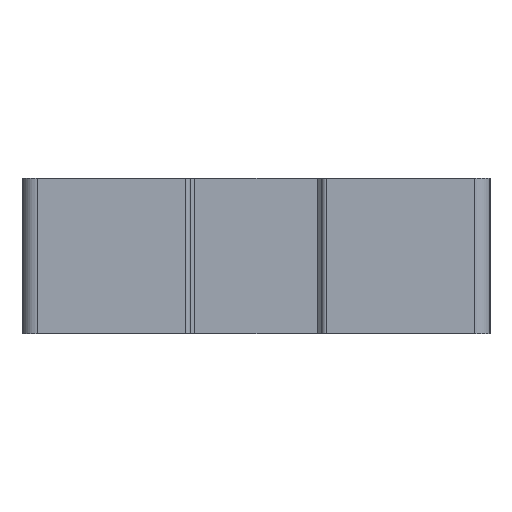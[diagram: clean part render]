
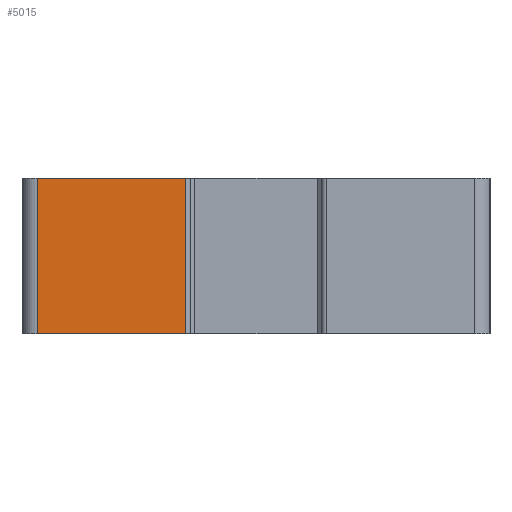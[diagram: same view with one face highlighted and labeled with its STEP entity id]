
A CAD part, left-side view. The second image highlights one B-rep face of the part: STEP entity #5015.
In plain terms, the highlighted planar face has unit normal (-1, 0, 0).
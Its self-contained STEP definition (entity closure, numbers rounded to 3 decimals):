
#84 = ORIENTED_EDGE ( 'NONE', *, *, #5212, .F. ) ;
#383 = PLANE ( 'NONE',  #7020 ) ;
#998 = VECTOR ( 'NONE', #8792, 1000. ) ;
#1291 = CARTESIAN_POINT ( 'NONE',  ( 0., 19.5, 10. ) ) ;
#1515 = VECTOR ( 'NONE', #5366, 1000. ) ;
#1755 = VERTEX_POINT ( 'NONE', #8349 ) ;
#1914 = EDGE_CURVE ( 'NONE', #4986, #1755, #3163, .T. ) ;
#2010 = EDGE_CURVE ( 'NONE', #4889, #6720, #8744, .T. ) ;
#2294 = ORIENTED_EDGE ( 'NONE', *, *, #8886, .T. ) ;
#2671 = LINE ( 'NONE', #6583, #5136 ) ;
#3121 = FACE_OUTER_BOUND ( 'NONE', #6268, .T. ) ;
#3163 = LINE ( 'NONE', #4551, #998 ) ;
#3302 = DIRECTION ( 'NONE',  ( 1., 0., 0. ) ) ;
#4508 = CARTESIAN_POINT ( 'NONE',  ( 0., 29., 0. ) ) ;
#4551 = CARTESIAN_POINT ( 'NONE',  ( 0., 19.5, 0. ) ) ;
#4629 = CARTESIAN_POINT ( 'NONE',  ( 0., 29., 10. ) ) ;
#4889 = VERTEX_POINT ( 'NONE', #8621 ) ;
#4986 = VERTEX_POINT ( 'NONE', #4508 ) ;
#5015 = ADVANCED_FACE ( 'NONE', ( #3121 ), #383, .F. ) ;
#5136 = VECTOR ( 'NONE', #6497, 1000. ) ;
#5212 = EDGE_CURVE ( 'NONE', #6720, #1755, #2671, .T. ) ;
#5285 = CARTESIAN_POINT ( 'NONE',  ( 0., 19.5, 10. ) ) ;
#5366 = DIRECTION ( 'NONE',  ( 0., 0., -1. ) ) ;
#5920 = CARTESIAN_POINT ( 'NONE',  ( 0., 19.5, 10. ) ) ;
#6268 = EDGE_LOOP ( 'NONE', ( #8863, #84, #6647, #2294 ) ) ;
#6497 = DIRECTION ( 'NONE',  ( 0., 0., -1. ) ) ;
#6583 = CARTESIAN_POINT ( 'NONE',  ( 0., 19.5, 10. ) ) ;
#6647 = ORIENTED_EDGE ( 'NONE', *, *, #2010, .F. ) ;
#6720 = VERTEX_POINT ( 'NONE', #1291 ) ;
#7020 = AXIS2_PLACEMENT_3D ( 'NONE', #5920, #3302, #8794 ) ;
#8070 = DIRECTION ( 'NONE',  ( 0., -1., 0. ) ) ;
#8331 = LINE ( 'NONE', #4629, #1515 ) ;
#8349 = CARTESIAN_POINT ( 'NONE',  ( 0., 19.5, 0. ) ) ;
#8586 = VECTOR ( 'NONE', #8070, 1000. ) ;
#8621 = CARTESIAN_POINT ( 'NONE',  ( 0., 29., 10. ) ) ;
#8744 = LINE ( 'NONE', #5285, #8586 ) ;
#8792 = DIRECTION ( 'NONE',  ( 0., -1., 0. ) ) ;
#8794 = DIRECTION ( 'NONE',  ( 0., 1., 0. ) ) ;
#8863 = ORIENTED_EDGE ( 'NONE', *, *, #1914, .T. ) ;
#8886 = EDGE_CURVE ( 'NONE', #4889, #4986, #8331, .T. ) ;
